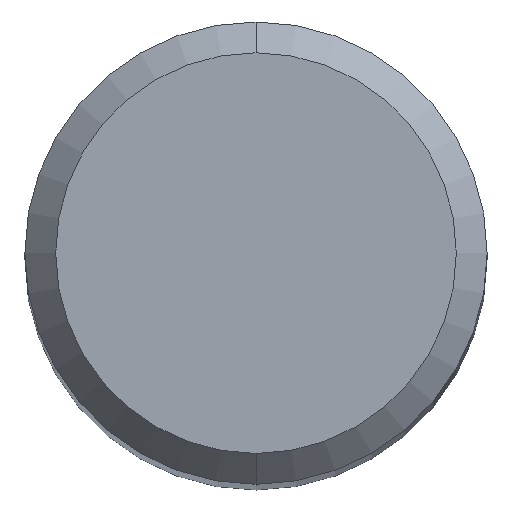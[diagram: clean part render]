
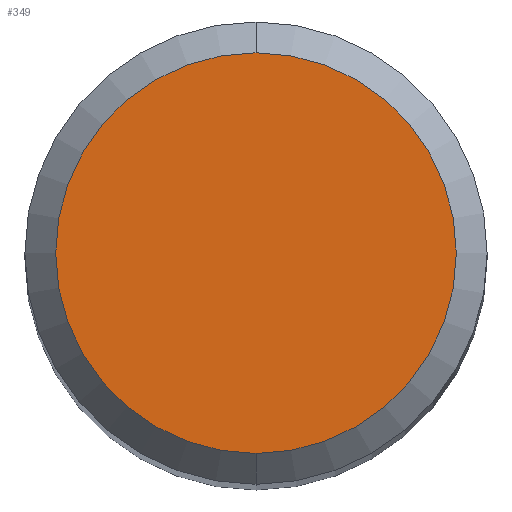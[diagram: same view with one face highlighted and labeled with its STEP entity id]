
A CAD part, top view. The second image highlights one B-rep face of the part: STEP entity #349.
In plain terms, the highlighted planar face has unit normal (0, 0, 1).
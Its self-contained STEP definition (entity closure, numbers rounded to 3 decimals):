
#221=VERTEX_POINT('',#532);
#287=EDGE_CURVE('',#221,#389,#603,.T.);
#349=ADVANCED_FACE('',(#672),#673,.T.);
#389=VERTEX_POINT('',#716);
#421=EDGE_CURVE('',#389,#221,#753,.T.);
#532=CARTESIAN_POINT('',(0.0,2.6,0.0));
#603=CIRCLE('',#1024,2.6);
#672=FACE_OUTER_BOUND('',#1186,.T.);
#673=PLANE('',#1187);
#716=CARTESIAN_POINT('',(0.,-2.6,0.0));
#753=CIRCLE('',#1353,2.6);
#1024=AXIS2_PLACEMENT_3D('',#1566,#1567,#1568);
#1186=EDGE_LOOP('',(#1658,#1659));
#1187=AXIS2_PLACEMENT_3D('',#1660,#1661,#1662);
#1353=AXIS2_PLACEMENT_3D('',#1749,#1750,#1751);
#1566=CARTESIAN_POINT('',(0.0,0.0,0.0));
#1567=DIRECTION('',(0.0,0.0,-1.0));
#1568=DIRECTION('',(0.0,1.0,0.0));
#1658=ORIENTED_EDGE('',*,*,#287,.F.);
#1659=ORIENTED_EDGE('',*,*,#421,.F.);
#1660=CARTESIAN_POINT('',(0.0,1.3,0.0));
#1661=DIRECTION('',(-0.0,0.0,1.0));
#1662=DIRECTION('',(0.0,-1.0,0.0));
#1749=CARTESIAN_POINT('',(0.0,0.0,0.0));
#1750=DIRECTION('',(0.0,0.0,-1.0));
#1751=DIRECTION('',(0.0,1.0,0.0));
